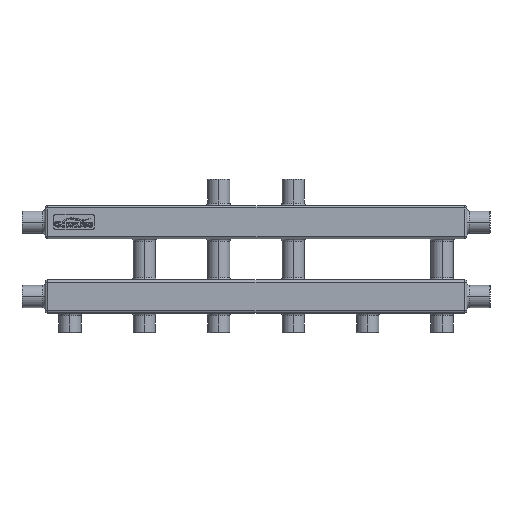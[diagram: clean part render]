
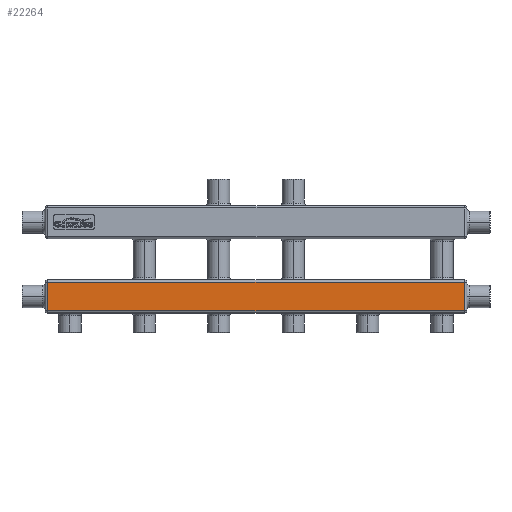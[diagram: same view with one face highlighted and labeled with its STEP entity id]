
A CAD part, top view. The second image highlights one B-rep face of the part: STEP entity #22264.
In plain terms, the highlighted planar face has unit normal (0, 0, 1).
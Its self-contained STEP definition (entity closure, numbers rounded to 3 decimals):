
#110 = VERTEX_POINT ( 'NONE', #387 ) ;
#383 = CARTESIAN_POINT ( 'NONE',  ( -252., -62., 30. ) ) ;
#387 = CARTESIAN_POINT ( 'NONE',  ( -252., -28., 30. ) ) ;
#545 = DIRECTION ( 'NONE',  ( 0., -1., 0. ) ) ;
#959 = DIRECTION ( 'NONE',  ( -1., 0., 0. ) ) ;
#1600 = VECTOR ( 'NONE', #6842, 1000. ) ;
#2385 = VERTEX_POINT ( 'NONE', #8751 ) ;
#4200 = CARTESIAN_POINT ( 'NONE',  ( -252., -65., 30. ) ) ;
#4687 = CARTESIAN_POINT ( 'NONE',  ( 255., -62., 30. ) ) ;
#6498 = EDGE_CURVE ( 'NONE', #23509, #2385, #12382, .T. ) ;
#6553 = PLANE ( 'NONE',  #19002 ) ;
#6598 = ORIENTED_EDGE ( 'NONE', *, *, #6498, .T. ) ;
#6842 = DIRECTION ( 'NONE',  ( 0., 1., 0. ) ) ;
#6995 = VECTOR ( 'NONE', #10001, 1000. ) ;
#8044 = CARTESIAN_POINT ( 'NONE',  ( 252., -28., 30. ) ) ;
#8751 = CARTESIAN_POINT ( 'NONE',  ( 252., -62., 30. ) ) ;
#9648 = LINE ( 'NONE', #4200, #23690 ) ;
#9800 = FACE_OUTER_BOUND ( 'NONE', #22928, .T. ) ;
#10001 = DIRECTION ( 'NONE',  ( 1., 0., 0. ) ) ;
#10501 = EDGE_CURVE ( 'NONE', #110, #23509, #9648, .T. ) ;
#10974 = ORIENTED_EDGE ( 'NONE', *, *, #10501, .T. ) ;
#10994 = LINE ( 'NONE', #16131, #1600 ) ;
#11244 = LINE ( 'NONE', #15257, #18459 ) ;
#11297 = DIRECTION ( 'NONE',  ( -1., 0., 0. ) ) ;
#11847 = CARTESIAN_POINT ( 'NONE',  ( 0., 0., 30. ) ) ;
#12382 = LINE ( 'NONE', #4687, #6995 ) ;
#15257 = CARTESIAN_POINT ( 'NONE',  ( -255., -28., 30. ) ) ;
#16131 = CARTESIAN_POINT ( 'NONE',  ( 252., -25., 30. ) ) ;
#16219 = ORIENTED_EDGE ( 'NONE', *, *, #20174, .T. ) ;
#17483 = DIRECTION ( 'NONE',  ( 0., 0., -1. ) ) ;
#17945 = ORIENTED_EDGE ( 'NONE', *, *, #20642, .T. ) ;
#18459 = VECTOR ( 'NONE', #11297, 1000. ) ;
#19002 = AXIS2_PLACEMENT_3D ( 'NONE', #11847, #17483, #959 ) ;
#19930 = VERTEX_POINT ( 'NONE', #8044 ) ;
#20174 = EDGE_CURVE ( 'NONE', #2385, #19930, #10994, .T. ) ;
#20642 = EDGE_CURVE ( 'NONE', #19930, #110, #11244, .T. ) ;
#22264 = ADVANCED_FACE ( 'NONE', ( #9800 ), #6553, .F. ) ;
#22928 = EDGE_LOOP ( 'NONE', ( #10974, #6598, #16219, #17945 ) ) ;
#23509 = VERTEX_POINT ( 'NONE', #383 ) ;
#23690 = VECTOR ( 'NONE', #545, 1000. ) ;
